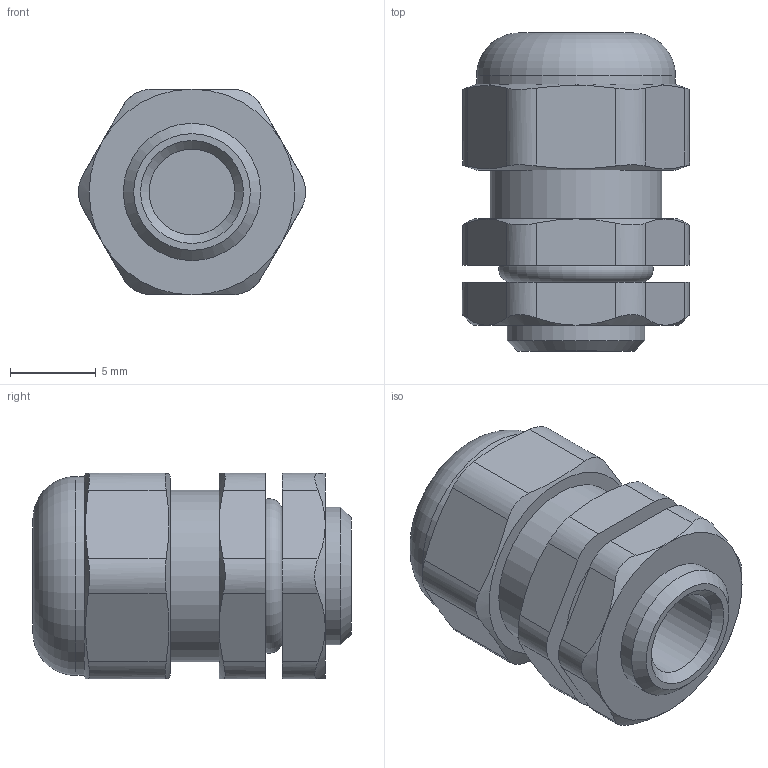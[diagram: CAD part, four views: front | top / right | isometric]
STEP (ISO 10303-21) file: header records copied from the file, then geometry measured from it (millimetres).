
FILE_DESCRIPTION(/* description */ ('','CAx-IF Rec.Pracs.---Representation and Presentation of Product Manufacturing Information (PMI)---4.0---2014-10-13'),/* implementation_level */ '2;1');
FILE_NAME(/* name */ 'ЗЭТАРУС M8 (2-4 мм).stp',/* time_stamp */ '2023-02-01T14:06:51+07:00',/* author */ ('zeta-09'),/* organization */ (''),/* preprocessor_version */ 'ST-DEVELOPER v18.1',/* originating_system */ 'Autodesk Inventor 2021',/* authorisation */ '');
FILE_SCHEMA (('AP242_MANAGED_MODEL_BASED_3D_ENGINEERING_MIM_LF { 1 0 10303 442 1 1 4 }'));
Length unit declared in the file: millimetre
Products named in the file (1): Деталь5
Bounding box: 13.24 x 18.55 x 12 mm (x, y, z)
Volume: 1796.6 mm3; surface area: 1355.5 mm2
Topology: 1 solids, 5 shells, 72 faces, 168 edges, 109 vertices
Faces by surface type: plane 31, cylinder 22, cone 16, torus 3
Full cylindrical faces by diameter (mm): 5 x1, 8 x1, 10 x1, 11.6 x1
Entity records: 2449 total; most frequent: CARTESIAN_POINT 705, ORIENTED_EDGE 332, DIRECTION 328, EDGE_CURVE 168, AXIS2_PLACEMENT_3D 136, VERTEX_POINT 109, EDGE_LOOP 79, FACE_OUTER_BOUND 72
